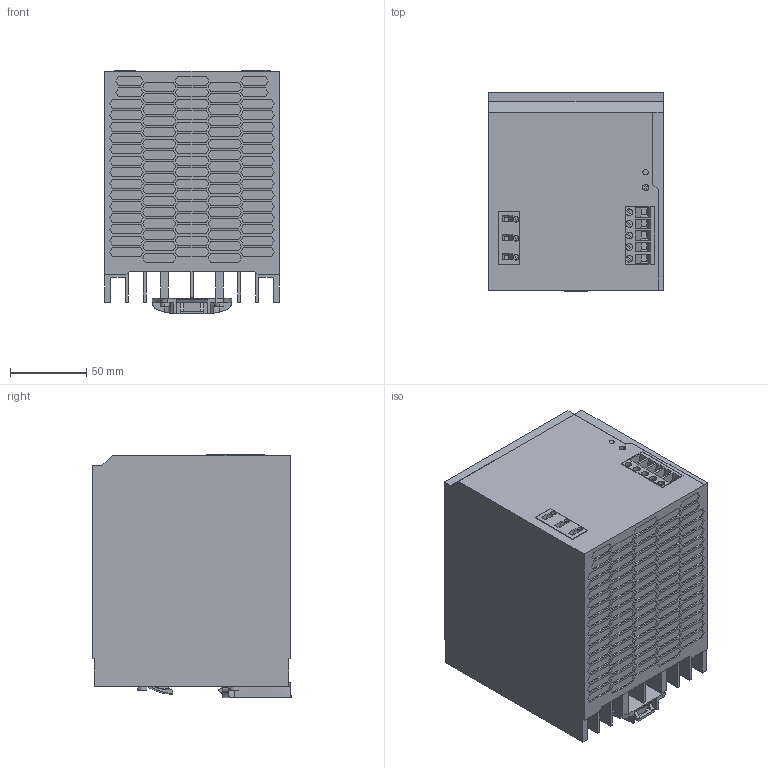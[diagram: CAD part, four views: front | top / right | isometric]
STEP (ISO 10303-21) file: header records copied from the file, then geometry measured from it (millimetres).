
FILE_DESCRIPTION(('Creo Elements/Direct Modeling STEP Export'),'2;1');
FILE_NAME('model.stp','2018-03-20T12:34:46',(''),(''),'Creo Elements/Direct Modeling STEP processor for AP214 (Solid Model)','Creo Elements/Direct Modeling 18.1I 14-Aug-2016 (C) Parametric Technology GmbH','');
FILE_SCHEMA(('AUTOMOTIVE_DESIGN { 1 0 10303 214 1 1 1 1 }'));
Length unit declared in the file: millimetre
Products named in the file (2): TRIO_PS_600DC_24DC_20-select
Assembly tree (1 placements, depth 2):
  TRIO_PS_600DC_24DC_20-select
    TRIO_PS_600DC_24DC_20-select
Bounding box: 115 x 130.65 x 160 mm (x, y, z)
Volume: 2043643.2 mm3; surface area: 159772 mm2
Topology: 1 solids, 1 shells, 1451 faces, 3754 edges, 2486 vertices
Faces by surface type: plane 1378, cylinder 67, bspline 6
Entity records: 55576 total; most frequent: CARTESIAN_POINT 8839, ORIENTED_EDGE 7508, DIRECTION 6591, EDGE_CURVE 3754, VECTOR 3521, LINE 3521, VERTEX_POINT 2486, EDGE_LOOP 1636
